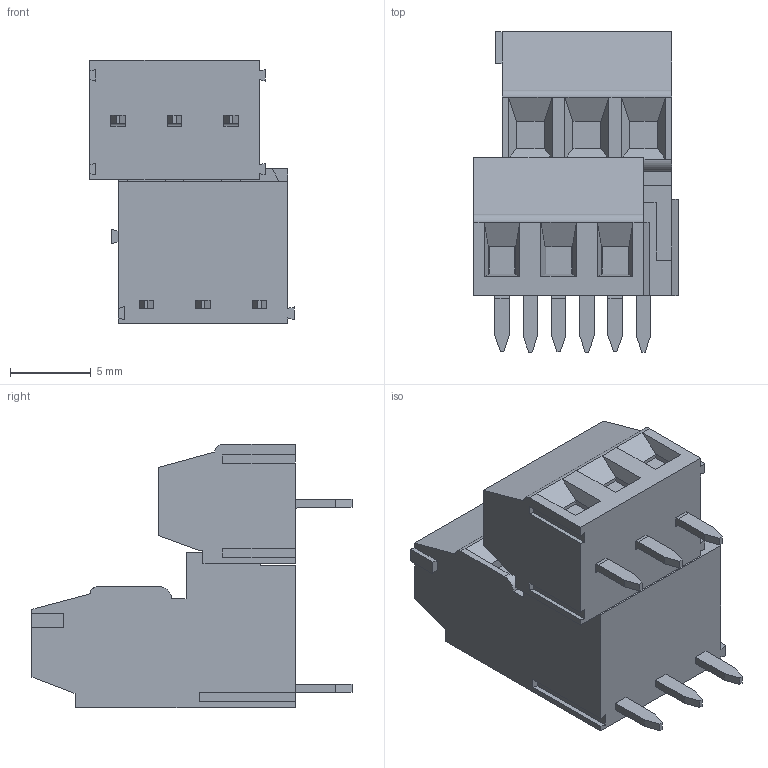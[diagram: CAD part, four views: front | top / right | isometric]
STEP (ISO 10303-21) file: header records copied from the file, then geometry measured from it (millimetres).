
FILE_DESCRIPTION((''),'2;1');
FILE_NAME('WJEK350B-350-03P-00A','2016-10-10T',('QZY'),(''),'CREO PARAMETRIC BY PTC INC, 2014440','CREO PARAMETRIC BY PTC INC, 2014440','');
FILE_SCHEMA(('CONFIG_CONTROL_DESIGN'));
Length unit declared in the file: millimetre
Products named in the file (1): WJEK350B-350-03P-00A
Bounding box: 12.65 x 19.8 x 16.3 mm (x, y, z)
Volume: 1790.7 mm3; surface area: 1632.4 mm2
Topology: 1 solids, 1 shells, 369 faces, 936 edges, 580 vertices
Faces by surface type: plane 246, cylinder 51, cone 48, torus 24
Entity records: 11241 total; most frequent: CARTESIAN_POINT 2190, ORIENTED_EDGE 1872, DIRECTION 1809, EDGE_CURVE 936, VECTOR 699, LINE 699, VERTEX_POINT 580, AXIS2_PLACEMENT_3D 555
